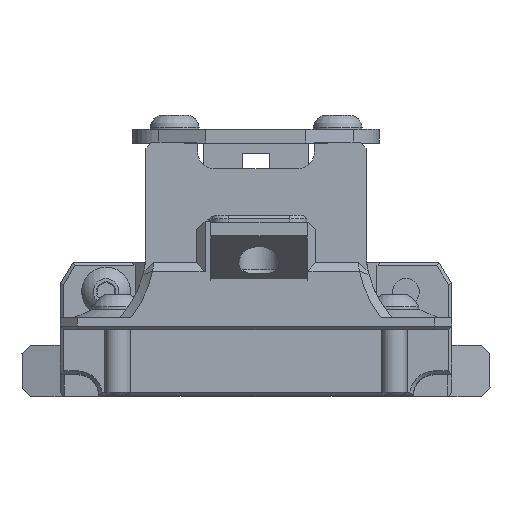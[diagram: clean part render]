
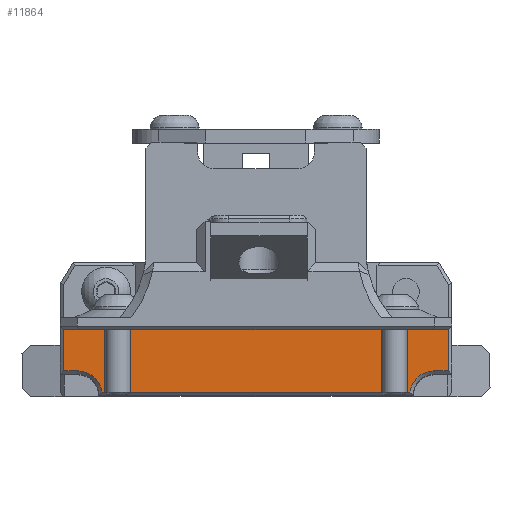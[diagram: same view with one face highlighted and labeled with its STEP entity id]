
A CAD part, top view. The second image highlights one B-rep face of the part: STEP entity #11864.
In plain terms, the highlighted face is planar.
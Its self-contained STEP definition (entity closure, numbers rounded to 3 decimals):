
#530=CIRCLE('',#12557,2.9);
#595=CIRCLE('',#12773,2.9);
#1256=FACE_OUTER_BOUND('',#1966,.T.);
#1966=EDGE_LOOP('',(#10545,#10546,#10547,#10548,#10549,#10550,#10551,#10552));
#2877=LINE('',#18671,#4225);
#2904=LINE('',#18741,#4252);
#3136=LINE('',#19409,#4484);
#3171=LINE('',#19492,#4519);
#3318=LINE('',#19876,#4666);
#3319=LINE('',#19878,#4667);
#4225=VECTOR('',#14890,10.);
#4252=VECTOR('',#14953,10.);
#4484=VECTOR('',#15521,10.);
#4519=VECTOR('',#15590,10.);
#4666=VECTOR('',#15989,10.);
#4667=VECTOR('',#15992,10.);
#5398=VERTEX_POINT('',#18666);
#5399=VERTEX_POINT('',#18670);
#5423=VERTEX_POINT('',#18735);
#5424=VERTEX_POINT('',#18737);
#5604=VERTEX_POINT('',#19406);
#5605=VERTEX_POINT('',#19408);
#5636=VERTEX_POINT('',#19491);
#5663=VERTEX_POINT('',#19583);
#6821=EDGE_CURVE('',#5398,#5399,#2877,.T.);
#6854=EDGE_CURVE('',#5423,#5424,#530,.T.);
#6856=EDGE_CURVE('',#5399,#5423,#2904,.T.);
#7151=EDGE_CURVE('',#5605,#5604,#3136,.T.);
#7192=EDGE_CURVE('',#5604,#5636,#3171,.T.);
#7240=EDGE_CURVE('',#5636,#5663,#595,.T.);
#7382=EDGE_CURVE('',#5398,#5605,#3318,.F.);
#7383=EDGE_CURVE('',#5424,#5663,#3319,.T.);
#10545=ORIENTED_EDGE('',*,*,#7382,.T.);
#10546=ORIENTED_EDGE('',*,*,#7151,.T.);
#10547=ORIENTED_EDGE('',*,*,#7192,.T.);
#10548=ORIENTED_EDGE('',*,*,#7240,.T.);
#10549=ORIENTED_EDGE('',*,*,#7383,.F.);
#10550=ORIENTED_EDGE('',*,*,#6854,.F.);
#10551=ORIENTED_EDGE('',*,*,#6856,.F.);
#10552=ORIENTED_EDGE('',*,*,#6821,.F.);
#11218=PLANE('',#12871);
#11864=ADVANCED_FACE('',(#1256),#11218,.T.);
#12557=AXIS2_PLACEMENT_3D('',#18738,#14947,#14948);
#12773=AXIS2_PLACEMENT_3D('',#19585,#15684,#15685);
#12871=AXIS2_PLACEMENT_3D('',#19877,#15990,#15991);
#14890=DIRECTION('',(0.,0.,-1.));
#14947=DIRECTION('center_axis',(0.,-1.,0.));
#14948=DIRECTION('ref_axis',(-1.,0.,0.));
#14953=DIRECTION('',(-1.,0.,0.));
#15521=DIRECTION('',(0.,0.,-1.));
#15590=DIRECTION('',(1.,0.,0.));
#15684=DIRECTION('center_axis',(0.,1.,0.));
#15685=DIRECTION('ref_axis',(1.,0.,0.));
#15989=DIRECTION('',(1.,0.,0.));
#15990=DIRECTION('center_axis',(0.,-1.,0.));
#15991=DIRECTION('ref_axis',(1.,0.,0.));
#15992=DIRECTION('',(-1.,0.,0.));
#18666=CARTESIAN_POINT('',(22.428,-64.2,19.85));
#18670=CARTESIAN_POINT('',(22.428,-64.2,15.05));
#18671=CARTESIAN_POINT('',(22.428,-64.2,13.148));
#18735=CARTESIAN_POINT('',(20.828,-64.2,15.05));
#18737=CARTESIAN_POINT('',(17.955,-64.2,12.55));
#18738=CARTESIAN_POINT('Origin',(20.828,-64.2,12.15));
#18741=CARTESIAN_POINT('',(0.729,-64.2,15.05));
#19406=CARTESIAN_POINT('',(-22.457,-64.2,15.05));
#19408=CARTESIAN_POINT('',(-22.457,-64.2,19.85));
#19409=CARTESIAN_POINT('',(-22.457,-64.2,13.148));
#19491=CARTESIAN_POINT('',(-20.857,-64.2,15.05));
#19492=CARTESIAN_POINT('',(-0.759,-64.2,15.05));
#19583=CARTESIAN_POINT('',(-17.985,-64.2,12.55));
#19585=CARTESIAN_POINT('Origin',(-20.857,-64.2,12.15));
#19876=CARTESIAN_POINT('',(3.065,-64.2,19.85));
#19877=CARTESIAN_POINT('Origin',(6.13,-64.2,13.146));
#19878=CARTESIAN_POINT('',(2.691,-64.2,12.55));
